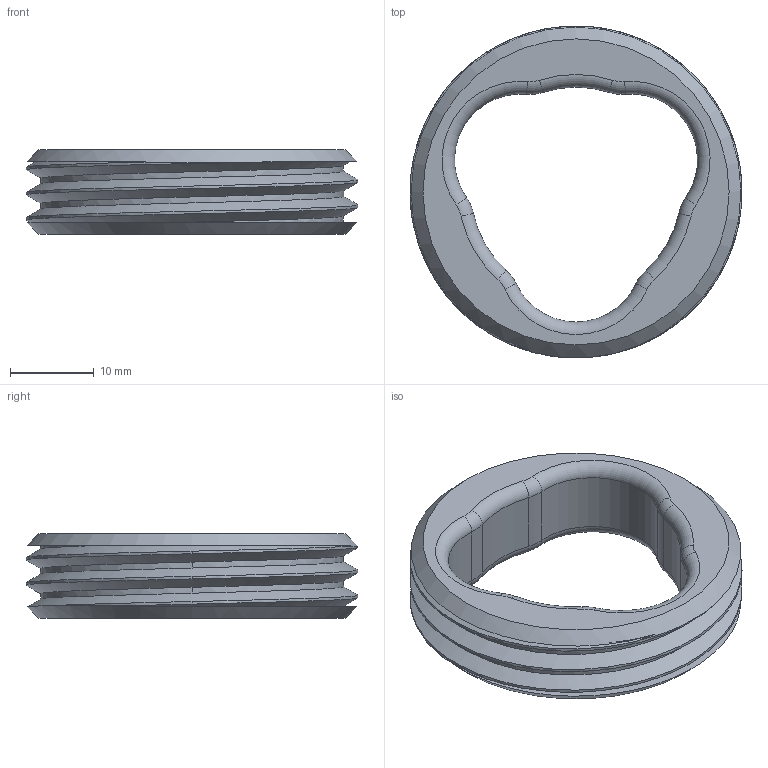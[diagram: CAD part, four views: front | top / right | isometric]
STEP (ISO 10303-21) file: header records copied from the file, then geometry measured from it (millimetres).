
FILE_DESCRIPTION(/* description */ (''),/* implementation_level */ '2;1');
FILE_NAME(/* name */ 'Carrier Keeper.stp',/* time_stamp */ '2024-09-22T09:42:29-05:00',/* author */ (''),/* organization */ (''),/* preprocessor_version */ 'ST-DEVELOPER v20',/* originating_system */ 'Autodesk Translation Framework v13.20.0.188',/* authorisation */ '');
FILE_SCHEMA (('AUTOMOTIVE_DESIGN { 1 0 10303 214 3 1 1 }'));
Length unit declared in the file: millimetre
Products named in the file (1): Carrier Keeper
Bounding box: 39.56 x 39.55 x 10.11 mm (x, y, z)
Volume: 5171.1 mm3; surface area: 3804.2 mm2
Topology: 1 solids, 1 shells, 51 faces, 123 edges, 74 vertices
Faces by surface type: torus 24, cylinder 19, plane 4, bspline 2, cone 2
Full cylindrical faces by diameter (mm): 36.13 x1, 39.565 x2
Entity records: 2787 total; most frequent: CARTESIAN_POINT 1535, DIRECTION 283, ORIENTED_EDGE 246, AXIS2_PLACEMENT_3D 132, EDGE_CURVE 123, CIRCLE 82, VERTEX_POINT 74, EDGE_LOOP 53
